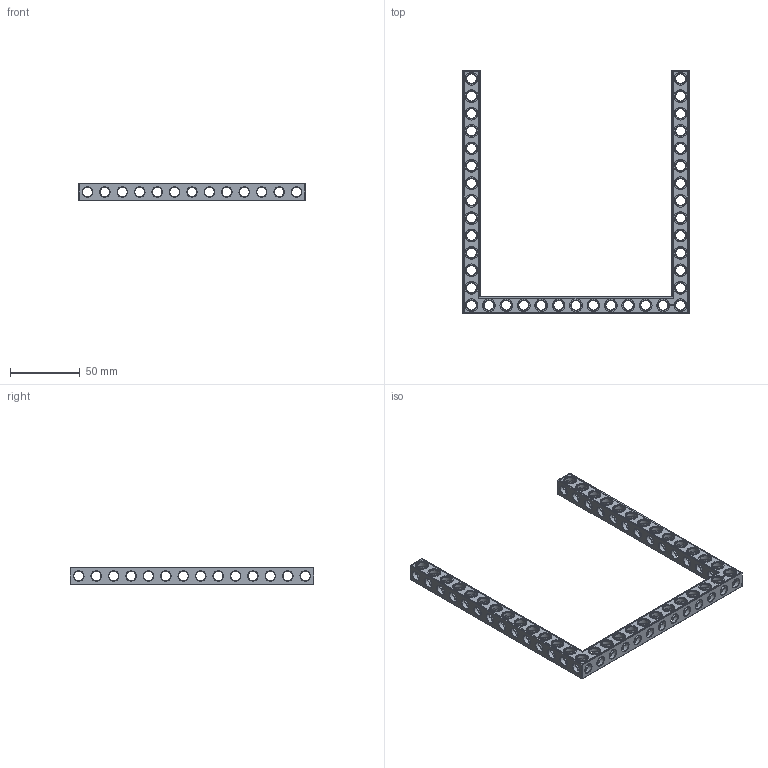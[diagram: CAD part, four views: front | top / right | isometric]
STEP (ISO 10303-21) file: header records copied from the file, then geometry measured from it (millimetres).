
FILE_DESCRIPTION(('FreeCAD Model'),'2;1');
FILE_NAME('Open CASCADE Shape Model','2022-02-26T18:10:09',('Author'),( ''),'Open CASCADE STEP processor 7.5','FreeCAD','Unknown');
FILE_SCHEMA(('AUTOMOTIVE_DESIGN { 1 0 10303 214 1 1 1 1 }'));
Products named in the file (1): Beam AGD ESS USH SYM BU13x14x01 - SPN-BEM-0511 (stemfie.org)
Bounding box: 162.5 x 175 x 12.5 mm (x, y, z)
Volume: 38108.9 mm3; surface area: 34022.4 mm2
Topology: 1 solids, 1 shells, 944 faces, 2891 edges, 1864 vertices
Faces by surface type: plane 421, cylinder 235, cone 158, extrusion 130
Full cylindrical faces by diameter (mm): 6.98 x30, 7 x166, 9.2 x39
Entity records: 208042 total; most frequent: CARTESIAN_POINT 154030, DIRECTION 8837, ORIENTED_EDGE 5782, PCURVE 5782, DEFINITIONAL_REPRESENTATION 5782, VECTOR 5418, LINE 5288, EDGE_CURVE 2891
